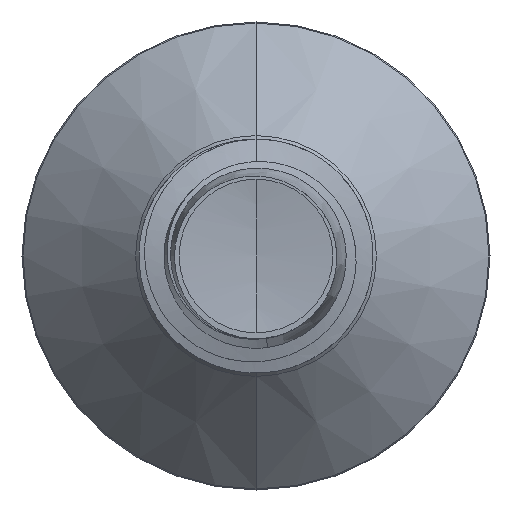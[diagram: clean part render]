
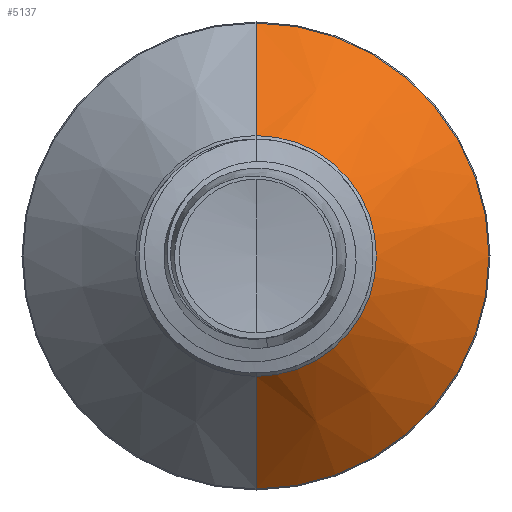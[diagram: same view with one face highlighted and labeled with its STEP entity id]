
A CAD part, front view. The second image highlights one B-rep face of the part: STEP entity #5137.
In plain terms, the highlighted conical face has half-angle 45 degrees and reference radius 3.088 mm.
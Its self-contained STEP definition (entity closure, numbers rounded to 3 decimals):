
#131 = EDGE_CURVE ( 'NONE', #4092, #10661, #10046, .T. ) ;
#652 = CARTESIAN_POINT ( 'NONE',  ( 0., 4.239, -3.089 ) ) ;
#683 = CONICAL_SURFACE ( 'NONE', #10129, 3.089, 0.785 ) ;
#1036 = FACE_OUTER_BOUND ( 'NONE', #1945, .T. ) ;
#1043 = DIRECTION ( 'NONE',  ( 0., 0.707, -0.707 ) ) ;
#1323 = CARTESIAN_POINT ( 'NONE',  ( 0., 4.239, 3.089 ) ) ;
#1945 = EDGE_LOOP ( 'NONE', ( #4900, #4990, #5031, #5258 ) ) ;
#2557 = EDGE_CURVE ( 'NONE', #10661, #9070, #6237, .T. ) ;
#2622 = LINE ( 'NONE', #1323, #7978 ) ;
#3951 = CARTESIAN_POINT ( 'NONE',  ( 0., 7.124, 0. ) ) ;
#4016 = CIRCLE ( 'NONE', #6580, 5.974 ) ;
#4092 = VERTEX_POINT ( 'NONE', #6935 ) ;
#4614 = CARTESIAN_POINT ( 'NONE',  ( 0., 4.239, 0. ) ) ;
#4900 = ORIENTED_EDGE ( 'NONE', *, *, #131, .T. ) ;
#4990 = ORIENTED_EDGE ( 'NONE', *, *, #2557, .T. ) ;
#5031 = ORIENTED_EDGE ( 'NONE', *, *, #11661, .F. ) ;
#5061 = CARTESIAN_POINT ( 'NONE',  ( 0., 7.124, -5.974 ) ) ;
#5063 = DIRECTION ( 'NONE',  ( 0., 0., 1. ) ) ;
#5137 = ADVANCED_FACE ( 'NONE', ( #1036 ), #683, .T. ) ;
#5258 = ORIENTED_EDGE ( 'NONE', *, *, #11966, .F. ) ;
#5264 = CARTESIAN_POINT ( 'NONE',  ( 0., 7.124, 5.974 ) ) ;
#5389 = VERTEX_POINT ( 'NONE', #5264 ) ;
#5764 = DIRECTION ( 'NONE',  ( 0., 0.707, 0.707 ) ) ;
#5894 = VECTOR ( 'NONE', #1043, 1000. ) ;
#6061 = DIRECTION ( 'NONE',  ( 0., 1., 0. ) ) ;
#6113 = CARTESIAN_POINT ( 'NONE',  ( 0., 4.239, 0. ) ) ;
#6115 = DIRECTION ( 'NONE',  ( 0., 0., 1. ) ) ;
#6237 = LINE ( 'NONE', #652, #5894 ) ;
#6580 = AXIS2_PLACEMENT_3D ( 'NONE', #3951, #11107, #5063 ) ;
#6935 = CARTESIAN_POINT ( 'NONE',  ( 0., 4.239, 3.089 ) ) ;
#7860 = CARTESIAN_POINT ( 'NONE',  ( 0., 4.239, -3.089 ) ) ;
#7978 = VECTOR ( 'NONE', #5764, 1000. ) ;
#8426 = DIRECTION ( 'NONE',  ( 0., 0., 1. ) ) ;
#8430 = DIRECTION ( 'NONE',  ( 0., 1., 0. ) ) ;
#9070 = VERTEX_POINT ( 'NONE', #5061 ) ;
#10046 = CIRCLE ( 'NONE', #11078, 3.089 ) ;
#10129 = AXIS2_PLACEMENT_3D ( 'NONE', #6113, #6061, #6115 ) ;
#10661 = VERTEX_POINT ( 'NONE', #7860 ) ;
#11078 = AXIS2_PLACEMENT_3D ( 'NONE', #4614, #8430, #8426 ) ;
#11107 = DIRECTION ( 'NONE',  ( 0., 1., 0. ) ) ;
#11661 = EDGE_CURVE ( 'NONE', #5389, #9070, #4016, .T. ) ;
#11966 = EDGE_CURVE ( 'NONE', #4092, #5389, #2622, .T. ) ;
